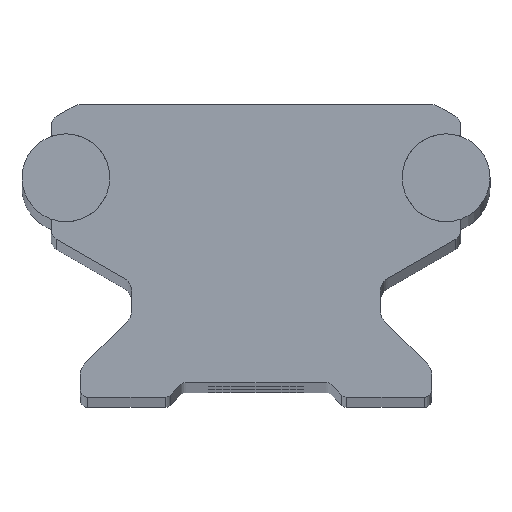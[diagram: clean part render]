
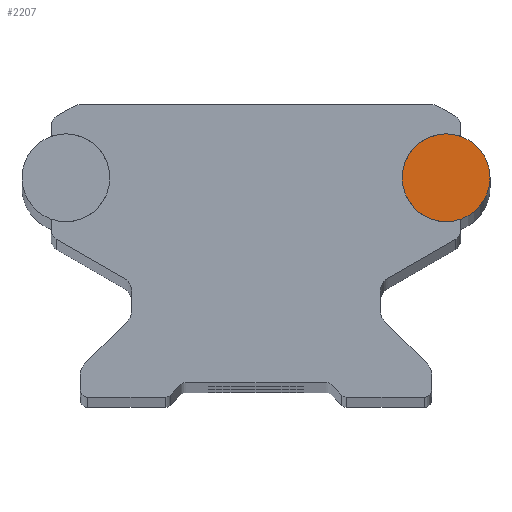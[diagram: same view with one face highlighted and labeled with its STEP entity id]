
A CAD part, top view. The second image highlights one B-rep face of the part: STEP entity #2207.
In plain terms, the highlighted planar face has unit normal (0, 0, 1).
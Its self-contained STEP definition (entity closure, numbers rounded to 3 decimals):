
#135 = ORIENTED_EDGE ( 'NONE', *, *, #704, .T. ) ;
#220 = CARTESIAN_POINT ( 'NONE',  ( -3., 0., 198.5 ) ) ;
#407 = AXIS2_PLACEMENT_3D ( 'NONE', #1498, #1632, #1810 ) ;
#411 = CARTESIAN_POINT ( 'NONE',  ( 3., 0., 198.5 ) ) ;
#473 = CIRCLE ( 'NONE', #1695, 3. ) ;
#518 = ORIENTED_EDGE ( 'NONE', *, *, #1519, .T. ) ;
#538 = CARTESIAN_POINT ( 'NONE',  ( 0., 0., 198.5 ) ) ;
#570 = DIRECTION ( 'NONE',  ( 1., 0., 0. ) ) ;
#602 = VERTEX_POINT ( 'NONE', #411 ) ;
#608 = DIRECTION ( 'NONE',  ( 0., 0., 1. ) ) ;
#704 = EDGE_CURVE ( 'NONE', #1451, #602, #2126, .T. ) ;
#744 = CARTESIAN_POINT ( 'NONE',  ( 0., 0., 198.5 ) ) ;
#759 = AXIS2_PLACEMENT_3D ( 'NONE', #538, #1788, #570 ) ;
#1451 = VERTEX_POINT ( 'NONE', #220 ) ;
#1498 = CARTESIAN_POINT ( 'NONE',  ( 0., 0., 198.5 ) ) ;
#1519 = EDGE_CURVE ( 'NONE', #602, #1451, #473, .T. ) ;
#1632 = DIRECTION ( 'NONE',  ( 0., 0., 1. ) ) ;
#1666 = DIRECTION ( 'NONE',  ( 1., 0., 0. ) ) ;
#1695 = AXIS2_PLACEMENT_3D ( 'NONE', #744, #608, #1666 ) ;
#1788 = DIRECTION ( 'NONE',  ( 0., 0., 1. ) ) ;
#1810 = DIRECTION ( 'NONE',  ( 1., 0., 0. ) ) ;
#1954 = FACE_OUTER_BOUND ( 'NONE', #2191, .T. ) ;
#1971 = PLANE ( 'NONE',  #759 ) ;
#2126 = CIRCLE ( 'NONE', #407, 3. ) ;
#2191 = EDGE_LOOP ( 'NONE', ( #135, #518 ) ) ;
#2207 = ADVANCED_FACE ( 'NONE', ( #1954 ), #1971, .T. ) ;
